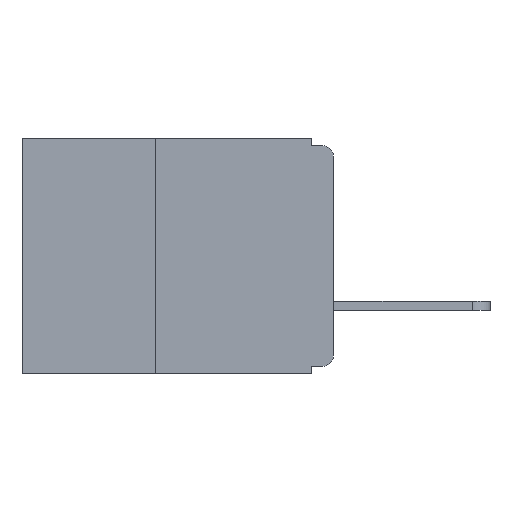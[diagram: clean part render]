
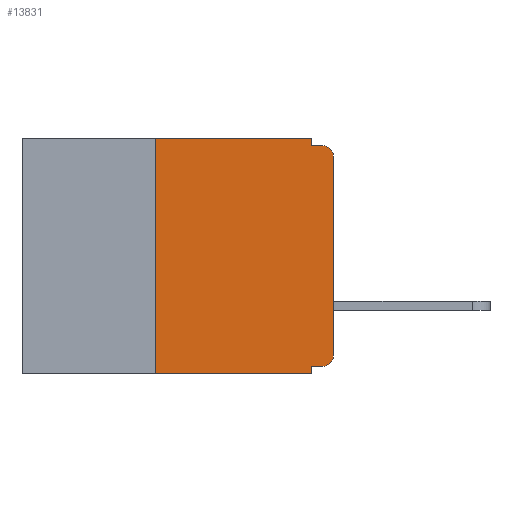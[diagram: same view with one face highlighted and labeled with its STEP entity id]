
A CAD part, left-side view. The second image highlights one B-rep face of the part: STEP entity #13831.
In plain terms, the highlighted planar face has unit normal (-1, 0, 0).
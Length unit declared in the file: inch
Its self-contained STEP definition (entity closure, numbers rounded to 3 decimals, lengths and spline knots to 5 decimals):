
#49 = CARTESIAN_POINT ( 'NONE',  ( 0., 0.031, -0.32 ) ) ;
#240 = ORIENTED_EDGE ( 'NONE', *, *, #5495, .F. ) ;
#402 = CARTESIAN_POINT ( 'NONE',  ( 0., 0., -0.01 ) ) ;
#424 = VERTEX_POINT ( 'NONE', #11771 ) ;
#684 = ORIENTED_EDGE ( 'NONE', *, *, #11913, .T. ) ;
#775 = VERTEX_POINT ( 'NONE', #49 ) ;
#998 = CIRCLE ( 'NONE', #9332, 0.015 ) ;
#1277 = ORIENTED_EDGE ( 'NONE', *, *, #11041, .T. ) ;
#1307 = LINE ( 'NONE', #5219, #11774 ) ;
#1323 = VERTEX_POINT ( 'NONE', #4071 ) ;
#1566 = VERTEX_POINT ( 'NONE', #6600 ) ;
#1680 = PLANE ( 'NONE',  #11963 ) ;
#1811 = EDGE_CURVE ( 'NONE', #10510, #6727, #11781, .T. ) ;
#1813 = CARTESIAN_POINT ( 'NONE',  ( 0., 0.031, -0.01 ) ) ;
#1835 = DIRECTION ( 'NONE',  ( 0., 0., -1. ) ) ;
#1921 = LINE ( 'NONE', #3790, #10856 ) ;
#1956 = VECTOR ( 'NONE', #2694, 39.37008 ) ;
#2059 = DIRECTION ( 'NONE',  ( 0., 1., 0. ) ) ;
#2065 = EDGE_CURVE ( 'NONE', #11685, #4148, #8060, .T. ) ;
#2390 = CARTESIAN_POINT ( 'NONE',  ( 0., 0.031, -0.33 ) ) ;
#2446 = VERTEX_POINT ( 'NONE', #1813 ) ;
#2694 = DIRECTION ( 'NONE',  ( 0., -1., 0. ) ) ;
#3189 = ORIENTED_EDGE ( 'NONE', *, *, #7898, .F. ) ;
#3790 = CARTESIAN_POINT ( 'NONE',  ( 0., 0.437, 0. ) ) ;
#3880 = CARTESIAN_POINT ( 'NONE',  ( 0., 0.437, 0. ) ) ;
#4071 = CARTESIAN_POINT ( 'NONE',  ( 0., 0.031, 0. ) ) ;
#4148 = VERTEX_POINT ( 'NONE', #2390 ) ;
#4246 = VECTOR ( 'NONE', #2059, 39.37008 ) ;
#4341 = CARTESIAN_POINT ( 'NONE',  ( 0., 0.437, -0.33 ) ) ;
#4391 = ORIENTED_EDGE ( 'NONE', *, *, #4774, .F. ) ;
#4774 = EDGE_CURVE ( 'NONE', #424, #1323, #1921, .T. ) ;
#5198 = EDGE_CURVE ( 'NONE', #10510, #775, #7107, .T. ) ;
#5219 = CARTESIAN_POINT ( 'NONE',  ( 0., 0.031, 0. ) ) ;
#5495 = EDGE_CURVE ( 'NONE', #11685, #424, #13358, .T. ) ;
#5506 = VECTOR ( 'NONE', #9821, 39.37008 ) ;
#5574 = VECTOR ( 'NONE', #6948, 39.37008 ) ;
#5600 = ORIENTED_EDGE ( 'NONE', *, *, #5198, .F. ) ;
#6165 = VECTOR ( 'NONE', #6854, 39.37008 ) ;
#6346 = LINE ( 'NONE', #11062, #11763 ) ;
#6405 = CARTESIAN_POINT ( 'NONE',  ( 0., 0., -0.305 ) ) ;
#6600 = CARTESIAN_POINT ( 'NONE',  ( 0., 0., -0.025 ) ) ;
#6727 = VERTEX_POINT ( 'NONE', #6405 ) ;
#6824 = DIRECTION ( 'NONE',  ( 0., 0., -1. ) ) ;
#6854 = DIRECTION ( 'NONE',  ( 0., 0., 1. ) ) ;
#6948 = DIRECTION ( 'NONE',  ( 0., 0., 1. ) ) ;
#6964 = ORIENTED_EDGE ( 'NONE', *, *, #8788, .F. ) ;
#7072 = DIRECTION ( 'NONE',  ( 0., -1., 0. ) ) ;
#7107 = LINE ( 'NONE', #11755, #4246 ) ;
#7664 = LINE ( 'NONE', #402, #1956 ) ;
#7898 = EDGE_CURVE ( 'NONE', #1323, #2446, #1307, .T. ) ;
#8060 = LINE ( 'NONE', #4341, #5506 ) ;
#8062 = CARTESIAN_POINT ( 'NONE',  ( 0., 0., 0. ) ) ;
#8189 = DIRECTION ( 'NONE',  ( -1., 0., 0. ) ) ;
#8299 = ORIENTED_EDGE ( 'NONE', *, *, #1811, .T. ) ;
#8479 = CARTESIAN_POINT ( 'NONE',  ( 0., 0.015, -0.32 ) ) ;
#8788 = EDGE_CURVE ( 'NONE', #775, #4148, #6346, .T. ) ;
#9113 = CARTESIAN_POINT ( 'NONE',  ( 0., 0.015, -0.025 ) ) ;
#9123 = CARTESIAN_POINT ( 'NONE',  ( 0., 0.25, -0.33 ) ) ;
#9192 = CARTESIAN_POINT ( 'NONE',  ( 0., 0.015, -0.01 ) ) ;
#9325 = CARTESIAN_POINT ( 'NONE',  ( 0., 0.015, -0.305 ) ) ;
#9332 = AXIS2_PLACEMENT_3D ( 'NONE', #9113, #11102, #11145 ) ;
#9821 = DIRECTION ( 'NONE',  ( 0., -1., 0. ) ) ;
#10026 = ORIENTED_EDGE ( 'NONE', *, *, #2065, .T. ) ;
#10174 = CARTESIAN_POINT ( 'NONE',  ( 0., 0.25, -0.33 ) ) ;
#10373 = FACE_OUTER_BOUND ( 'NONE', #13183, .T. ) ;
#10408 = LINE ( 'NONE', #8062, #6165 ) ;
#10481 = DIRECTION ( 'NONE',  ( 0., 0., -1. ) ) ;
#10510 = VERTEX_POINT ( 'NONE', #8479 ) ;
#10856 = VECTOR ( 'NONE', #7072, 39.37008 ) ;
#11041 = EDGE_CURVE ( 'NONE', #1566, #12340, #998, .T. ) ;
#11062 = CARTESIAN_POINT ( 'NONE',  ( 0., 0.031, -0.33 ) ) ;
#11102 = DIRECTION ( 'NONE',  ( -1., 0., 0. ) ) ;
#11145 = DIRECTION ( 'NONE',  ( 0., 0., -1. ) ) ;
#11460 = DIRECTION ( 'NONE',  ( 1., 0., 0. ) ) ;
#11550 = ORIENTED_EDGE ( 'NONE', *, *, #12830, .F. ) ;
#11685 = VERTEX_POINT ( 'NONE', #9123 ) ;
#11755 = CARTESIAN_POINT ( 'NONE',  ( 0., 0., -0.32 ) ) ;
#11763 = VECTOR ( 'NONE', #6824, 39.37008 ) ;
#11771 = CARTESIAN_POINT ( 'NONE',  ( 0., 0.25, 0. ) ) ;
#11774 = VECTOR ( 'NONE', #13979, 39.37008 ) ;
#11781 = CIRCLE ( 'NONE', #13688, 0.015 ) ;
#11913 = EDGE_CURVE ( 'NONE', #6727, #1566, #10408, .T. ) ;
#11963 = AXIS2_PLACEMENT_3D ( 'NONE', #3880, #11460, #1835 ) ;
#12340 = VERTEX_POINT ( 'NONE', #9192 ) ;
#12830 = EDGE_CURVE ( 'NONE', #2446, #12340, #7664, .T. ) ;
#13183 = EDGE_LOOP ( 'NONE', ( #684, #1277, #11550, #3189, #4391, #240, #10026, #6964, #5600, #8299 ) ) ;
#13358 = LINE ( 'NONE', #10174, #5574 ) ;
#13688 = AXIS2_PLACEMENT_3D ( 'NONE', #9325, #8189, #10481 ) ;
#13831 = ADVANCED_FACE ( 'NONE', ( #10373 ), #1680, .F. ) ;
#13979 = DIRECTION ( 'NONE',  ( 0., 0., -1. ) ) ;
